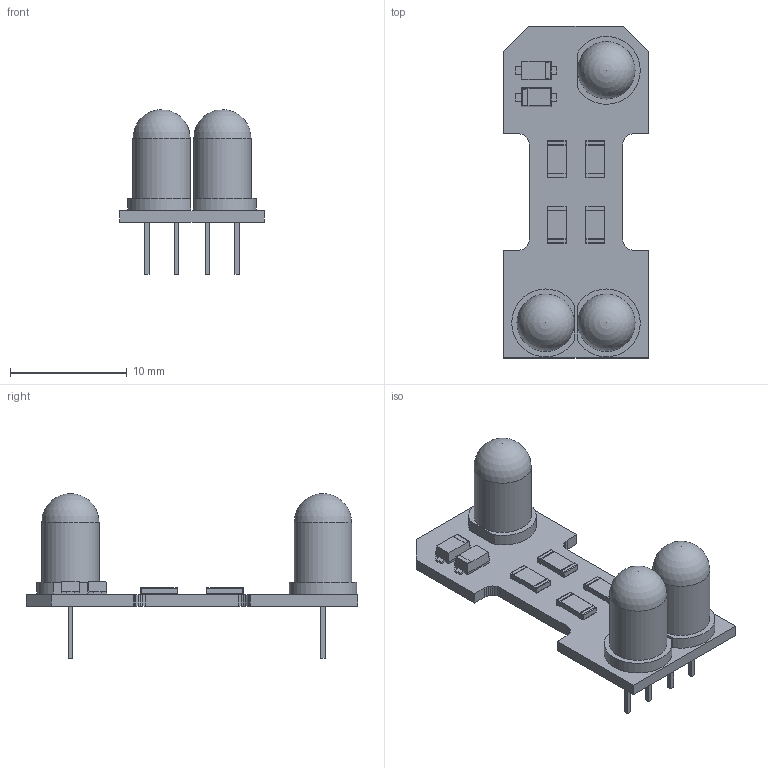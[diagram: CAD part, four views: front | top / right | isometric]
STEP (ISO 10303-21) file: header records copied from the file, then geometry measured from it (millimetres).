
FILE_DESCRIPTION(('KiCad electronic assembly'),'2;1');
FILE_NAME('signal.step','2025-08-15T08:51:22',('Pcbnew'),('Kicad'), 'Open CASCADE STEP processor 7.6','KiCad to STEP converter','Unknown' );
FILE_SCHEMA(('AUTOMOTIVE_DESIGN { 1 0 10303 214 1 1 1 1 }'));
Length unit declared in the file: millimetre
Products named in the file (8): signal 1; LED_D5.0mm_Clear; SOLID; D_SOD-123F; R_1206_3216Metric; PCB
Assembly tree (13 placements, depth 3):
  signal 1
    LED_D5.0mm_Clear  x3
      SOLID
    D_SOD-123F  x2
      SOLID
    R_1206_3216Metric  x4
      SOLID
    PCB
Bounding box: 12.4 x 28.4 x 14.1 mm (x, y, z)
Volume: 779.7 mm3; surface area: 1355.7 mm2
Topology: 10 solids, 10 shells, 260 faces, 653 edges, 421 vertices
Faces by surface type: plane 193, cylinder 44, bspline 20, sphere 3
Full cylindrical faces by diameter (mm): 0.9 x6, 4.9 x3
Entity records: 8657 total; most frequent: CARTESIAN_POINT 1586, DIRECTION 1186, LINE 857, VECTOR 857, ORIENTED_EDGE 636, PCURVE 636, DEFINITIONAL_REPRESENTATION 636, EDGE_CURVE 318
